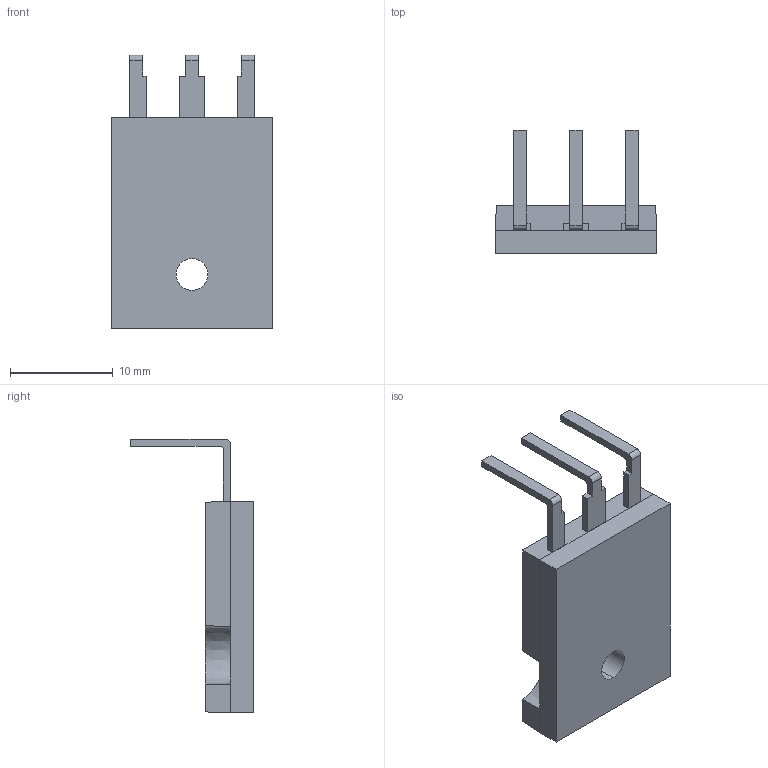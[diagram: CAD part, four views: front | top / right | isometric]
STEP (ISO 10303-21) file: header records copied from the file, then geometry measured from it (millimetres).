
FILE_DESCRIPTION (( 'STEP AP214' ), '1' );
FILE_NAME ('TO247angle.STEP', '2021-07-28T16:02:19', ( '' ), ( '' ), 'SwSTEP 2.0', 'SolidWorks 2016', '' );
FILE_SCHEMA (( 'AUTOMOTIVE_DESIGN' ));
Length unit declared in the file: millimetre
Products named in the file (1): TO247angle
Bounding box: 15.7 x 12 x 26.65 mm (x, y, z)
Volume: 1460.2 mm3; surface area: 1226.2 mm2
Topology: 4 solids, 4 shells, 58 faces, 140 edges, 90 vertices
Faces by surface type: plane 46, cylinder 8, cone 4
Entity records: 2241 total; most frequent: CARTESIAN_POINT 301, ORIENTED_EDGE 280, DIRECTION 276, EDGE_CURVE 140, LINE 114, VECTOR 114, VERTEX_POINT 90, AXIS2_PLACEMENT_3D 81
